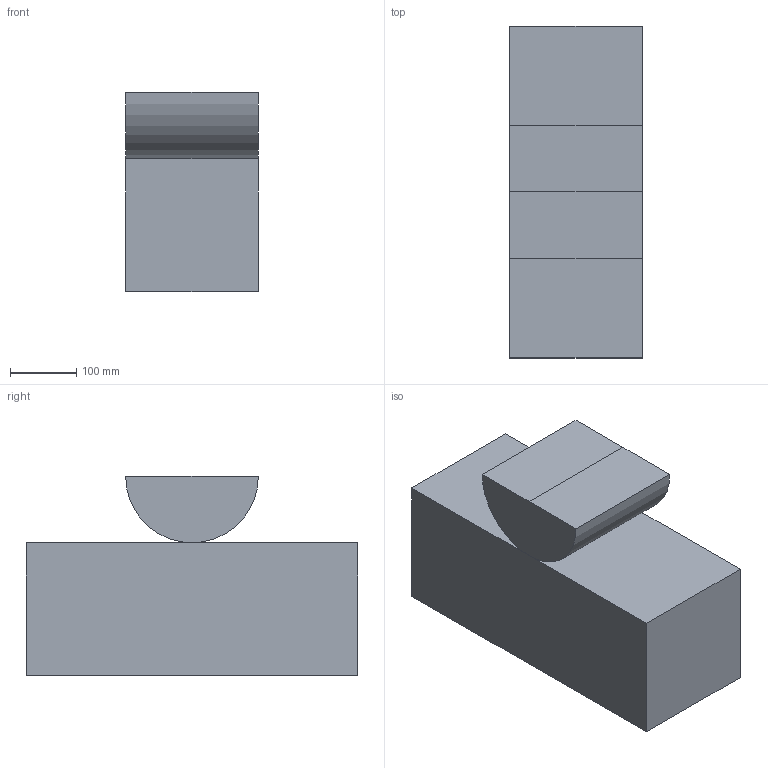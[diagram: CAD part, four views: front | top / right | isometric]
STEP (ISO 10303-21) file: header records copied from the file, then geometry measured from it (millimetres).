
FILE_DESCRIPTION((''),'2;1');
FILE_NAME('BUNG_KONTAKT_10_ASM','2022-04-30T22:30:02',('43664'),(''),'CREO PARAMETRIC BY PTC INC, 2020342','CREO PARAMETRIC BY PTC INC, 2020342','');
FILE_SCHEMA(('CONFIG_CONTROL_DESIGN'));
Length unit declared in the file: millimetre
Products named in the file (3): 1; 2; BUNG_KONTAKT_10_ASM
Assembly tree (2 placements, depth 2):
  BUNG_KONTAKT_10_ASM
    1
    2
Bounding box: 200 x 500 x 300 mm (x, y, z)
Volume: 23141592.7 mm3; surface area: 614247.8 mm2
Topology: 2 solids, 2 shells, 11 faces, 21 edges, 14 vertices
Faces by surface type: plane 10, cylinder 1
Entity records: 365 total; most frequent: DIRECTION 55, CARTESIAN_POINT 51, ORIENTED_EDGE 42, EDGE_CURVE 21, VECTOR 19, LINE 19, AXIS2_PLACEMENT_3D 18, VERTEX_POINT 14
